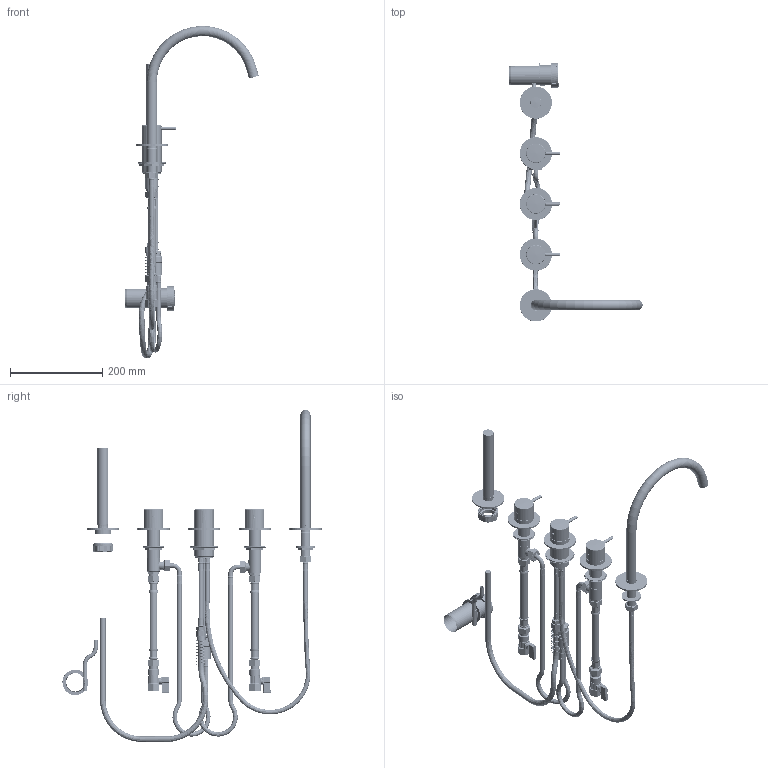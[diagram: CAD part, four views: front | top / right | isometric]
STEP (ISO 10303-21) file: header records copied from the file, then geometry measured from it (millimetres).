
FILE_DESCRIPTION(/* description */ ('Unknown'),/* implementation_level */ '2;1');
FILE_NAME(/* name */ 'CB072',/* time_stamp */ '2020-03-18T17:29:07+01:00',/* author */ ('Unknown'),/* organization */ ('Unknown'),/* preprocessor_version */ 'ST-DEVELOPER v16.7',/* originating_system */ 'DEX',/* authorisation */ $);
FILE_SCHEMA (('AUTOMOTIVE_DESIGN {1 0 10303 214 3 1 1}'));
Length unit declared in the file: millimetre
Products named in the file (116): CB072-00; AR073-008; BR003-002-2 oring7.65x1.78.1; BR003-002-3 bussola_aggraffatura; AR073-005 TRECCIA; BR003-002-5 guarnizione_inserita; BR003-002-9 codolo_m10x1; BR003-002-6 bussola_aggraffatura1; BR003-002-7 codolo_cartella; maschio folle_3-8; CB005-16; CB031-05 rel1; CB005-11; vite m4 x10; CB005T-003; 177485b; CB005-08; grano bocca; CW023-04; CW033-001; B010-003; SSR000030_SOLID_1; SSR000030_SOLID_2; CW033-002; E001-002; 001s_13; 001s_14; 001s_15; 447362; CW072-02; AR073-007 CW072; treccia g1-2 ar073-CW072; bussola_aggraffatura.2.1; guarnizione_inserita; codolo_cartella.1; calotta_1-2; CB033-01; CW023-02; CB004-06; CB004-10 ...
Assembly tree (164 placements, depth 4):
  CB072-00
    AR073-008
      BR003-002-2 oring7.65x1.78.1
      BR003-002-3 bussola_aggraffatura
      AR073-005 TRECCIA
      BR003-002-5 guarnizione_inserita
      BR003-002-9 codolo_m10x1
      BR003-002-6 bussola_aggraffatura1
      BR003-002-7 codolo_cartella
      maschio folle_3-8
    CB005-16  x2
    CB031-05 rel1  x5
    CB005-11  x3
    vite m4 x10  x3
    CB005T-003
      177485b
      CB005-08
      grano bocca
    CW023-04  x3
    CW033-001
      B010-003
        SSR000030_SOLID_1
        SSR000030_SOLID_2
      CW033-002
    E001-002
      001s_13
      001s_14
      001s_15
    447362  x3
    CW072-02
    AR073-007 CW072
      treccia g1-2 ar073-CW072
      bussola_aggraffatura.2.1
      guarnizione_inserita
      codolo_cartella.1
      calotta_1-2
      BR003-002-6 bussola_aggraffatura1
      BR003-002-9 codolo_m10x1
      BR003-002-2 oring7.65x1.78.1
    CB033-01  x2
    CW023-02
    CB004-06
    CB004-10
    CB040-001
      CB004-11
      CB040-01
    CB004-08
    CB004-11  x2
    CW072-003  x2
      treccia__S_x12.2.1 100a
      bussola_aggraffatura.2.1a
      guarnizione_inserita A
      codolo_cartella.1a
      calotta_1-2a
    CW072-004  x2
      Parte13
      Parte14
    CB004-002
    CB072-01
    CW072-002_oa_0
Bounding box: 289.41 x 562.62 x 720.67 mm (x, y, z)
Volume: 814607.9 mm3; surface area: 683454.1 mm2
Topology: 157 solids, 363 shells, 5156 faces, 11407 edges, 7166 vertices
Faces by surface type: plane 2413, cylinder 1557, cone 574, torus 419, bspline 103, sphere 90
Full cylindrical faces by diameter (mm): 0.75 x204, 1.5 x23, 1.65 x1, 2 x4, 2.5 x2, 2.8 x1, 3 x2, 3.2 x1, 3.3 x3, 3.5 x4, 4 x15, 4.1 x3, 4.2 x4, 5 x13, 5.2 x24, 5.8 x1, 6 x11, 6.2 x2, 6.5 x6, 6.7 x1, 6.8 x2, 6.9 x4, 7 x31, 7.2 x13, 7.217 x12, 7.5 x4, 8 x1, 8.2 x5, 8.5 x1, 8.9 x8
Entity records: 119598 total; most frequent: CARTESIAN_POINT 28536, DIRECTION 15549, ORIENTED_EDGE 12234, AXIS2_PLACEMENT_3D 6793, EDGE_CURVE 6117, FACE_BOUND 4941, EDGE_LOOP 4926, VERTEX_POINT 4426
